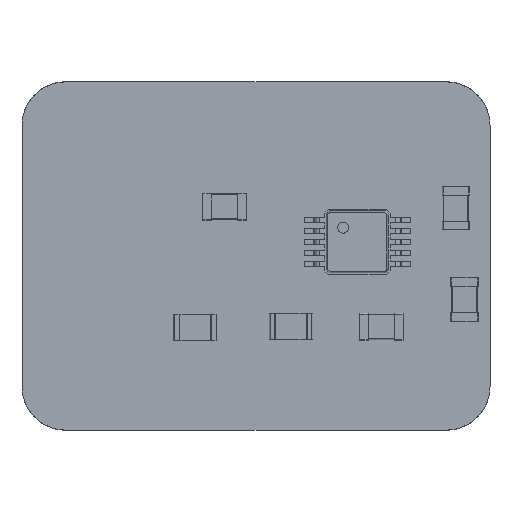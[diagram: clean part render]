
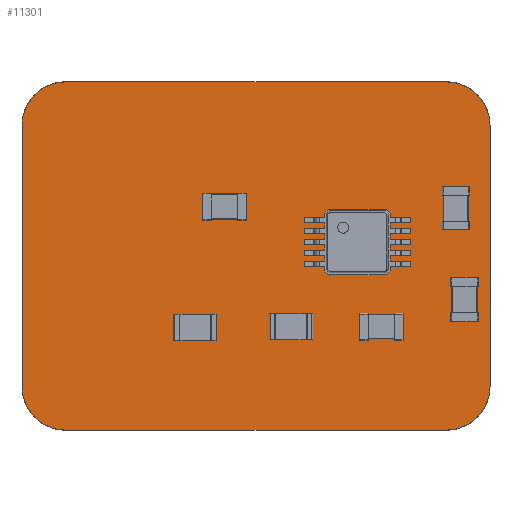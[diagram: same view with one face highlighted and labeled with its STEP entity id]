
A CAD part, top view. The second image highlights one B-rep face of the part: STEP entity #11301.
In plain terms, the highlighted planar face has unit normal (0, 0, 1).
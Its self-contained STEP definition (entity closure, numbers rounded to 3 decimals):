
#11202 = VERTEX_POINT('',#11203);
#11203 = CARTESIAN_POINT('',(19.5,0.,0.));
#11221 = VERTEX_POINT('',#11222);
#11222 = CARTESIAN_POINT('',(21.5,-2.,0.));
#11228 = EDGE_CURVE('',#11202,#11221,#11229,.T.);
#11229 = CIRCLE('',#11230,2.);
#11230 = AXIS2_PLACEMENT_3D('',#11231,#11232,#11233);
#11231 = CARTESIAN_POINT('',(19.5,-2.,0.));
#11232 = DIRECTION('',(0.,0.,-1.));
#11233 = DIRECTION('',(0.,1.,0.));
#11244 = VERTEX_POINT('',#11245);
#11245 = CARTESIAN_POINT('',(2.,0.,0.));
#11260 = EDGE_CURVE('',#11244,#11202,#11261,.T.);
#11261 = LINE('',#11262,#11263);
#11262 = CARTESIAN_POINT('',(2.,-0.,0.));
#11263 = VECTOR('',#11264,1.);
#11264 = DIRECTION('',(1.,0.,0.));
#11284 = VERTEX_POINT('',#11285);
#11285 = CARTESIAN_POINT('',(21.5,-14.,0.));
#11291 = EDGE_CURVE('',#11221,#11284,#11292,.T.);
#11292 = LINE('',#11293,#11294);
#11293 = CARTESIAN_POINT('',(21.5,-2.,0.));
#11294 = VECTOR('',#11295,1.);
#11295 = DIRECTION('',(0.,-1.,0.));
#11301 = ADVANCED_FACE('',(#11302),#11348,.F.);
#11302 = FACE_BOUND('',#11303,.F.);
#11303 = EDGE_LOOP('',(#11304,#11305,#11306,#11315,#11323,#11332,#11340,
    #11347));
#11304 = ORIENTED_EDGE('',*,*,#11228,.T.);
#11305 = ORIENTED_EDGE('',*,*,#11291,.T.);
#11306 = ORIENTED_EDGE('',*,*,#11307,.T.);
#11307 = EDGE_CURVE('',#11284,#11308,#11310,.T.);
#11308 = VERTEX_POINT('',#11309);
#11309 = CARTESIAN_POINT('',(19.5,-16.,0.));
#11310 = CIRCLE('',#11311,2.);
#11311 = AXIS2_PLACEMENT_3D('',#11312,#11313,#11314);
#11312 = CARTESIAN_POINT('',(19.5,-14.,0.));
#11313 = DIRECTION('',(0.,0.,-1.));
#11314 = DIRECTION('',(1.,0.,0.));
#11315 = ORIENTED_EDGE('',*,*,#11316,.T.);
#11316 = EDGE_CURVE('',#11308,#11317,#11319,.T.);
#11317 = VERTEX_POINT('',#11318);
#11318 = CARTESIAN_POINT('',(2.,-16.,0.));
#11319 = LINE('',#11320,#11321);
#11320 = CARTESIAN_POINT('',(19.5,-16.,0.));
#11321 = VECTOR('',#11322,1.);
#11322 = DIRECTION('',(-1.,0.,0.));
#11323 = ORIENTED_EDGE('',*,*,#11324,.T.);
#11324 = EDGE_CURVE('',#11317,#11325,#11327,.T.);
#11325 = VERTEX_POINT('',#11326);
#11326 = CARTESIAN_POINT('',(0.,-14.,0.));
#11327 = CIRCLE('',#11328,2.);
#11328 = AXIS2_PLACEMENT_3D('',#11329,#11330,#11331);
#11329 = CARTESIAN_POINT('',(2.,-14.,0.));
#11330 = DIRECTION('',(0.,0.,-1.));
#11331 = DIRECTION('',(0.,-1.,0.));
#11332 = ORIENTED_EDGE('',*,*,#11333,.T.);
#11333 = EDGE_CURVE('',#11325,#11334,#11336,.T.);
#11334 = VERTEX_POINT('',#11335);
#11335 = CARTESIAN_POINT('',(0.,-2.,0.));
#11336 = LINE('',#11337,#11338);
#11337 = CARTESIAN_POINT('',(0.,-14.,0.));
#11338 = VECTOR('',#11339,1.);
#11339 = DIRECTION('',(0.,1.,0.));
#11340 = ORIENTED_EDGE('',*,*,#11341,.T.);
#11341 = EDGE_CURVE('',#11334,#11244,#11342,.T.);
#11342 = CIRCLE('',#11343,2.);
#11343 = AXIS2_PLACEMENT_3D('',#11344,#11345,#11346);
#11344 = CARTESIAN_POINT('',(2.,-2.,0.));
#11345 = DIRECTION('',(0.,0.,-1.));
#11346 = DIRECTION('',(-1.,0.,-0.));
#11347 = ORIENTED_EDGE('',*,*,#11260,.T.);
#11348 = PLANE('',#11349);
#11349 = AXIS2_PLACEMENT_3D('',#11350,#11351,#11352);
#11350 = CARTESIAN_POINT('',(0.,0.,0.));
#11351 = DIRECTION('',(-0.,-0.,-1.));
#11352 = DIRECTION('',(-1.,0.,0.));
